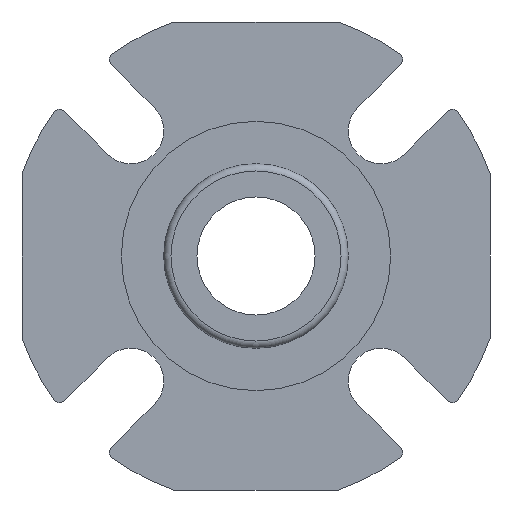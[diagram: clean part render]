
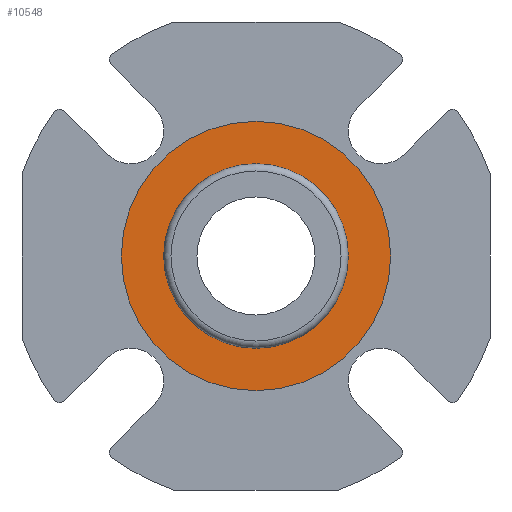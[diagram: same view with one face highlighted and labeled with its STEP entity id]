
A CAD part, left-side view. The second image highlights one B-rep face of the part: STEP entity #10548.
In plain terms, the highlighted planar face has unit normal (-1, 0, 0).
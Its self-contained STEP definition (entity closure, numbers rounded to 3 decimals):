
#2021=PLANE('',#11854);
#5090=ORIENTED_EDGE('',*,*,#6631,.F.);
#5091=ORIENTED_EDGE('',*,*,#6632,.T.);
#6631=EDGE_CURVE('',#7572,#7572,#8201,.F.);
#6632=EDGE_CURVE('',#7573,#7573,#8202,.T.);
#7572=VERTEX_POINT('',#19642);
#7573=VERTEX_POINT('',#19645);
#8201=CIRCLE('',#11851,19.533);
#8202=CIRCLE('',#11853,28.5);
#8911=EDGE_LOOP('',(#5090));
#8912=EDGE_LOOP('',(#5091));
#9625=FACE_BOUND('',#8911,.T.);
#9626=FACE_BOUND('',#8912,.T.);
#10548=ADVANCED_FACE('',(#9625,#9626),#2021,.F.);
#11851=AXIS2_PLACEMENT_3D('',#19641,#15145,#15146);
#11853=AXIS2_PLACEMENT_3D('',#19644,#15149,#15150);
#11854=AXIS2_PLACEMENT_3D('',#19646,#15151,#15152);
#15145=DIRECTION('',(1.,0.,0.));
#15146=DIRECTION('',(0.,0.,-1.));
#15149=DIRECTION('',(-1.,0.,0.));
#15150=DIRECTION('',(0.,0.,1.));
#15151=DIRECTION('',(1.,0.,0.));
#15152=DIRECTION('',(0.,0.,-1.));
#19641=CARTESIAN_POINT('',(-13.437,0.,0.));
#19642=CARTESIAN_POINT('',(-13.437,0.,-19.533));
#19644=CARTESIAN_POINT('',(-13.437,0.,0.));
#19645=CARTESIAN_POINT('',(-13.437,0.,28.5));
#19646=CARTESIAN_POINT('',(-13.437,0.,28.5));
